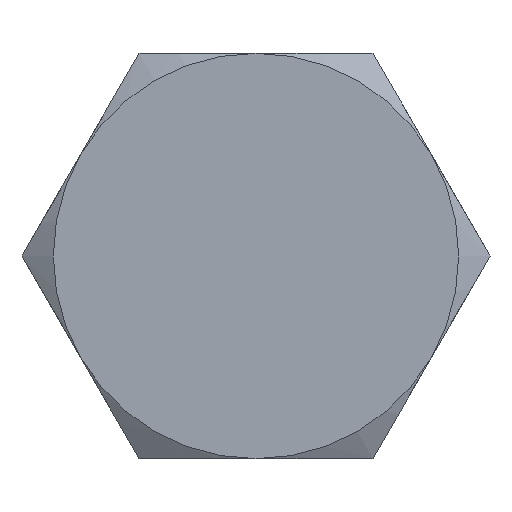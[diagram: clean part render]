
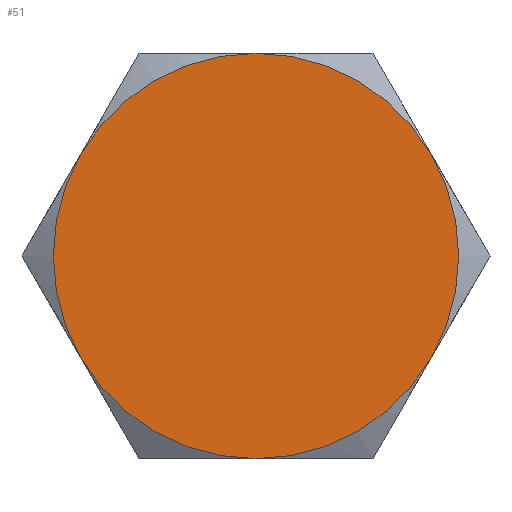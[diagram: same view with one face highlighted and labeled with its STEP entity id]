
A CAD part, left-side view. The second image highlights one B-rep face of the part: STEP entity #51.
In plain terms, the highlighted planar face has unit normal (-1, 0, 0).
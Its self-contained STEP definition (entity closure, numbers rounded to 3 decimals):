
#51 = ADVANCED_FACE( '', ( #113 ), #114, .F. );
#113 = FACE_OUTER_BOUND( '', #190, .T. );
#114 = PLANE( '', #191 );
#190 = EDGE_LOOP( '', ( #273, #274, #275, #276, #277, #278 ) );
#191 = AXIS2_PLACEMENT_3D( '', #279, #280, #281 );
#273 = ORIENTED_EDGE( '', *, *, #421, .F. );
#274 = ORIENTED_EDGE( '', *, *, #422, .F. );
#275 = ORIENTED_EDGE( '', *, *, #423, .F. );
#276 = ORIENTED_EDGE( '', *, *, #424, .F. );
#277 = ORIENTED_EDGE( '', *, *, #425, .F. );
#278 = ORIENTED_EDGE( '', *, *, #418, .F. );
#279 = CARTESIAN_POINT( '', ( 0., 0., 0. ) );
#280 = DIRECTION( '', ( 1., 0., 0. ) );
#281 = DIRECTION( '', ( 0., 0., -1. ) );
#418 = EDGE_CURVE( '', #478, #482, #483, .T. );
#421 = EDGE_CURVE( '', #486, #478, #487, .T. );
#422 = EDGE_CURVE( '', #488, #486, #489, .T. );
#423 = EDGE_CURVE( '', #490, #488, #491, .T. );
#424 = EDGE_CURVE( '', #492, #490, #493, .T. );
#425 = EDGE_CURVE( '', #482, #492, #494, .T. );
#478 = VERTEX_POINT( '', #564 );
#482 = VERTEX_POINT( '', #582 );
#483 = CIRCLE( '', #583, 18. );
#486 = VERTEX_POINT( '', #593 );
#487 = CIRCLE( '', #594, 18. );
#488 = VERTEX_POINT( '', #595 );
#489 = CIRCLE( '', #596, 18. );
#490 = VERTEX_POINT( '', #597 );
#491 = CIRCLE( '', #598, 18. );
#492 = VERTEX_POINT( '', #599 );
#493 = CIRCLE( '', #600, 18. );
#494 = CIRCLE( '', #601, 18. );
#564 = CARTESIAN_POINT( '', ( 0., 15.588, 9. ) );
#582 = CARTESIAN_POINT( '', ( 0., 0., 18. ) );
#583 = AXIS2_PLACEMENT_3D( '', #735, #736, #737 );
#593 = CARTESIAN_POINT( '', ( 0., 15.588, -9. ) );
#594 = AXIS2_PLACEMENT_3D( '', #738, #739, #740 );
#595 = CARTESIAN_POINT( '', ( 0., 0., -18. ) );
#596 = AXIS2_PLACEMENT_3D( '', #741, #742, #743 );
#597 = CARTESIAN_POINT( '', ( 0., -15.588, -9. ) );
#598 = AXIS2_PLACEMENT_3D( '', #744, #745, #746 );
#599 = CARTESIAN_POINT( '', ( 0., -15.588, 9. ) );
#600 = AXIS2_PLACEMENT_3D( '', #747, #748, #749 );
#601 = AXIS2_PLACEMENT_3D( '', #750, #751, #752 );
#735 = CARTESIAN_POINT( '', ( 0., 0., 0. ) );
#736 = DIRECTION( '', ( 1., 0., 0. ) );
#737 = DIRECTION( '', ( 0., 0., -1. ) );
#738 = CARTESIAN_POINT( '', ( 0., 0., 0. ) );
#739 = DIRECTION( '', ( 1., 0., 0. ) );
#740 = DIRECTION( '', ( 0., 0., -1. ) );
#741 = CARTESIAN_POINT( '', ( 0., 0., 0. ) );
#742 = DIRECTION( '', ( 1., 0., 0. ) );
#743 = DIRECTION( '', ( 0., 0., -1. ) );
#744 = CARTESIAN_POINT( '', ( 0., 0., 0. ) );
#745 = DIRECTION( '', ( 1., 0., 0. ) );
#746 = DIRECTION( '', ( 0., 0., -1. ) );
#747 = CARTESIAN_POINT( '', ( 0., 0., 0. ) );
#748 = DIRECTION( '', ( 1., 0., 0. ) );
#749 = DIRECTION( '', ( 0., 0., -1. ) );
#750 = CARTESIAN_POINT( '', ( 0., 0., 0. ) );
#751 = DIRECTION( '', ( 1., 0., 0. ) );
#752 = DIRECTION( '', ( 0., 0., -1. ) );
